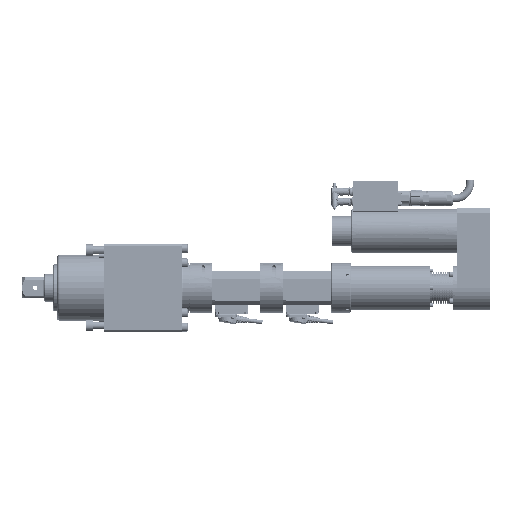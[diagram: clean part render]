
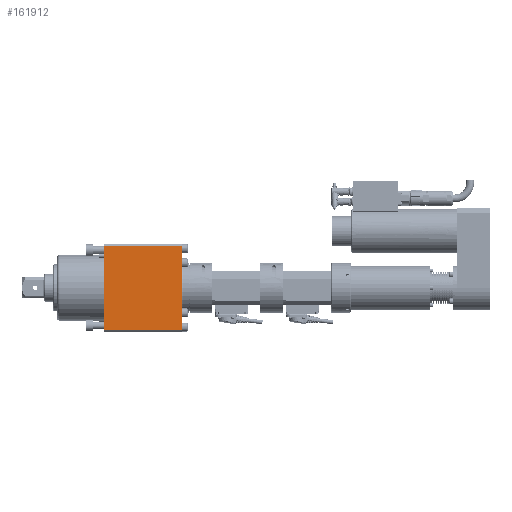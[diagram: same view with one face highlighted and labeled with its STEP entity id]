
A CAD part, front view. The second image highlights one B-rep face of the part: STEP entity #161912.
In plain terms, the highlighted planar face has unit normal (0, -1, 0).
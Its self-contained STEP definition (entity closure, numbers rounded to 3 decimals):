
#10029=PLANE('',#178502);
#19932=FACE_OUTER_BOUND('',#28838,.T.);
#28838=EDGE_LOOP('',(#149709,#149710,#149711,#149712));
#52778=LINE('',#347357,#63274);
#52788=LINE('',#347386,#63284);
#52789=LINE('',#347389,#63285);
#52790=LINE('',#347390,#63286);
#63274=VECTOR('',#221740,15.205);
#63284=VECTOR('',#221770,14.);
#63285=VECTOR('',#221773,15.205);
#63286=VECTOR('',#221774,14.);
#79036=VERTEX_POINT('',#347354);
#79037=VERTEX_POINT('',#347356);
#79046=VERTEX_POINT('',#347384);
#79047=VERTEX_POINT('',#347388);
#103017=EDGE_CURVE('',#79037,#79036,#52778,.T.);
#103032=EDGE_CURVE('',#79036,#79046,#52788,.T.);
#103033=EDGE_CURVE('',#79047,#79046,#52789,.T.);
#103034=EDGE_CURVE('',#79047,#79037,#52790,.T.);
#149709=ORIENTED_EDGE('',*,*,#103032,.T.);
#149710=ORIENTED_EDGE('',*,*,#103033,.F.);
#149711=ORIENTED_EDGE('',*,*,#103034,.T.);
#149712=ORIENTED_EDGE('',*,*,#103017,.T.);
#161912=ADVANCED_FACE('',(#19932),#10029,.T.);
#178502=AXIS2_PLACEMENT_3D('',#347387,#221771,#221772);
#221740=DIRECTION('',(0.,0.,-1.));
#221770=DIRECTION('',(1.,0.,0.));
#221771=DIRECTION('center_axis',(0.,-1.,0.));
#221772=DIRECTION('ref_axis',(-1.,0.,0.));
#221773=DIRECTION('',(0.,0.,-1.));
#221774=DIRECTION('',(-1.,0.,0.));
#347354=CARTESIAN_POINT('',(-3.75,-7.95,-7.602));
#347356=CARTESIAN_POINT('',(-3.75,-7.95,7.602));
#347357=CARTESIAN_POINT('',(-3.75,-7.95,7.602));
#347384=CARTESIAN_POINT('',(10.25,-7.95,-7.602));
#347386=CARTESIAN_POINT('',(-3.75,-7.95,-7.602));
#347387=CARTESIAN_POINT('Origin',(-0.65,-7.95,7.95));
#347388=CARTESIAN_POINT('',(10.25,-7.95,7.602));
#347389=CARTESIAN_POINT('',(10.25,-7.95,7.602));
#347390=CARTESIAN_POINT('',(10.25,-7.95,7.602));
